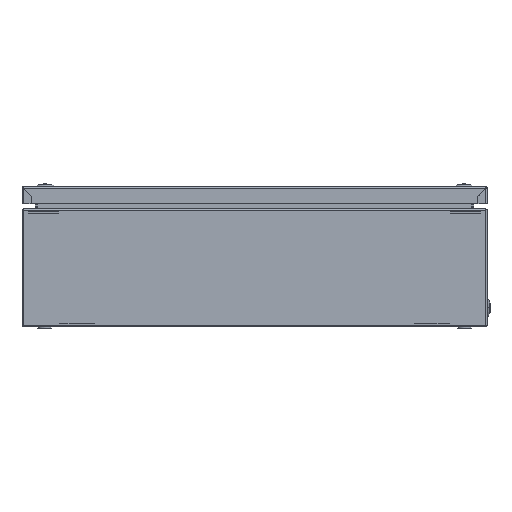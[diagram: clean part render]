
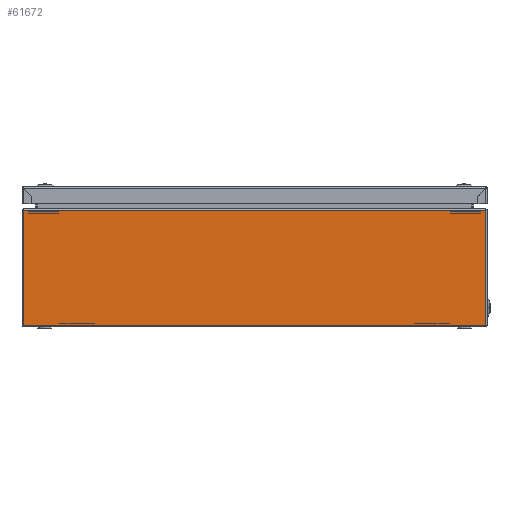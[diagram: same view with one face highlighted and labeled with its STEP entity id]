
A CAD part, left-side view. The second image highlights one B-rep face of the part: STEP entity #61672.
In plain terms, the highlighted planar face has unit normal (-1, 0, 0).
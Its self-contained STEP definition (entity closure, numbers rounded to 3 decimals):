
#27250 = VERTEX_POINT ( 'NONE', #52169 ) ;
#27252 = VERTEX_POINT ( 'NONE', #52171 ) ;
#27263 = VERTEX_POINT ( 'NONE', #52182 ) ;
#27267 = VERTEX_POINT ( 'NONE', #52186 ) ;
#27287 = VERTEX_POINT ( 'NONE', #52206 ) ;
#27303 = VERTEX_POINT ( 'NONE', #52222 ) ;
#27304 = VERTEX_POINT ( 'NONE', #52223 ) ;
#27306 = VERTEX_POINT ( 'NONE', #52225 ) ;
#29363 = EDGE_CURVE ( 'NONE', #27250, #27252, #52863, .T. ) ;
#29383 = EDGE_CURVE ( 'NONE', #27267, #27263, #52931, .T. ) ;
#29467 = EDGE_CURVE ( 'NONE', #27304, #27303, #55966, .T. ) ;
#29469 = EDGE_CURVE ( 'NONE', #27267, #27287, #55977, .T. ) ;
#29470 = EDGE_CURVE ( 'NONE', #27252, #27306, #55980, .T. ) ;
#29472 = EDGE_CURVE ( 'NONE', #27263, #27250, #55986, .T. ) ;
#29473 = EDGE_CURVE ( 'NONE', #27287, #27304, #55973, .T. ) ;
#29474 = EDGE_CURVE ( 'NONE', #27306, #27303, #55992, .T. ) ;
#36054 = ORIENTED_EDGE ( 'NONE', *, *, #29472, .F. ) ;
#36055 = ORIENTED_EDGE ( 'NONE', *, *, #29383, .F. ) ;
#36056 = ORIENTED_EDGE ( 'NONE', *, *, #29469, .T. ) ;
#36057 = ORIENTED_EDGE ( 'NONE', *, *, #29473, .T. ) ;
#36058 = ORIENTED_EDGE ( 'NONE', *, *, #29467, .T. ) ;
#36059 = ORIENTED_EDGE ( 'NONE', *, *, #29474, .F. ) ;
#36060 = ORIENTED_EDGE ( 'NONE', *, *, #29470, .F. ) ;
#36061 = ORIENTED_EDGE ( 'NONE', *, *, #29363, .F. ) ;
#42036 = VECTOR ( 'NONE', #52873, 1000. ) ;
#42083 = VECTOR ( 'NONE', #52934, 1000. ) ;
#42309 = VECTOR ( 'NONE', #55974, 1000. ) ;
#42315 = VECTOR ( 'NONE', #55979, 1000. ) ;
#42317 = VECTOR ( 'NONE', #55983, 1000. ) ;
#42319 = VECTOR ( 'NONE', #55991, 1000. ) ;
#42322 = VECTOR ( 'NONE', #55989, 1000. ) ;
#42326 = VECTOR ( 'NONE', #55994, 1000. ) ;
#48997 = EDGE_LOOP ( 'NONE', ( #36054, #36055, #36056, #36057, #36058, #36059, #36060, #36061 ) ) ;
#52169 = CARTESIAN_POINT ( 'NONE',  ( -300., -199., 98.943 ) ) ;
#52171 = CARTESIAN_POINT ( 'NONE',  ( -300., -199., 1.143 ) ) ;
#52182 = CARTESIAN_POINT ( 'NONE',  ( -300., 199., 98.943 ) ) ;
#52186 = CARTESIAN_POINT ( 'NONE',  ( -300., 199., 1.143 ) ) ;
#52206 = CARTESIAN_POINT ( 'NONE',  ( -300., 198.75, 1.143 ) ) ;
#52222 = CARTESIAN_POINT ( 'NONE',  ( -300., -198.75, 0.1 ) ) ;
#52223 = CARTESIAN_POINT ( 'NONE',  ( -300., 198.75, 0.1 ) ) ;
#52225 = CARTESIAN_POINT ( 'NONE',  ( -300., -198.75, 1.143 ) ) ;
#52863 = LINE ( 'NONE', #52872, #42036 ) ;
#52872 = CARTESIAN_POINT ( 'NONE',  ( -300., -199., 99.043 ) ) ;
#52873 = DIRECTION ( 'NONE',  ( 0., 0., -1. ) ) ;
#52931 = LINE ( 'NONE', #52933, #42083 ) ;
#52933 = CARTESIAN_POINT ( 'NONE',  ( -300., 199., 99.043 ) ) ;
#52934 = DIRECTION ( 'NONE',  ( 0., 0., 1. ) ) ;
#55962 = CARTESIAN_POINT ( 'NONE',  ( -300., 187., 0.1 ) ) ;
#55966 = LINE ( 'NONE', #55962, #42309 ) ;
#55973 = LINE ( 'NONE', #55990, #42319 ) ;
#55974 = DIRECTION ( 'NONE',  ( 0., -1., 0. ) ) ;
#55977 = LINE ( 'NONE', #55978, #42315 ) ;
#55978 = CARTESIAN_POINT ( 'NONE',  ( -300., -830.262, 1.143 ) ) ;
#55979 = DIRECTION ( 'NONE',  ( 0., -1., 0. ) ) ;
#55980 = LINE ( 'NONE', #55982, #42317 ) ;
#55982 = CARTESIAN_POINT ( 'NONE',  ( -300., -830.262, 1.143 ) ) ;
#55983 = DIRECTION ( 'NONE',  ( 0., 1., 0. ) ) ;
#55986 = LINE ( 'NONE', #55988, #42322 ) ;
#55988 = CARTESIAN_POINT ( 'NONE',  ( -300., 187., 98.943 ) ) ;
#55989 = DIRECTION ( 'NONE',  ( 0., -1., 0. ) ) ;
#55990 = CARTESIAN_POINT ( 'NONE',  ( -300., 198.75, -298.957 ) ) ;
#55991 = DIRECTION ( 'NONE',  ( 0., 0., -1. ) ) ;
#55992 = LINE ( 'NONE', #55993, #42326 ) ;
#55993 = CARTESIAN_POINT ( 'NONE',  ( -300., -198.75, -298.957 ) ) ;
#55994 = DIRECTION ( 'NONE',  ( 0., 0., -1. ) ) ;
#61672 = ADVANCED_FACE ( 'NONE', ( #89885 ), #89887, .T. ) ;
#80173 = AXIS2_PLACEMENT_3D ( 'NONE', #89867, #89891, #89893 ) ;
#89867 = CARTESIAN_POINT ( 'NONE',  ( -300., 187., -722.957 ) ) ;
#89885 = FACE_OUTER_BOUND ( 'NONE', #48997, .T. ) ;
#89887 = PLANE ( 'NONE',  #80173 ) ;
#89891 = DIRECTION ( 'NONE',  ( -1., 0., 0. ) ) ;
#89893 = DIRECTION ( 'NONE',  ( 0., 0., 1. ) ) ;
